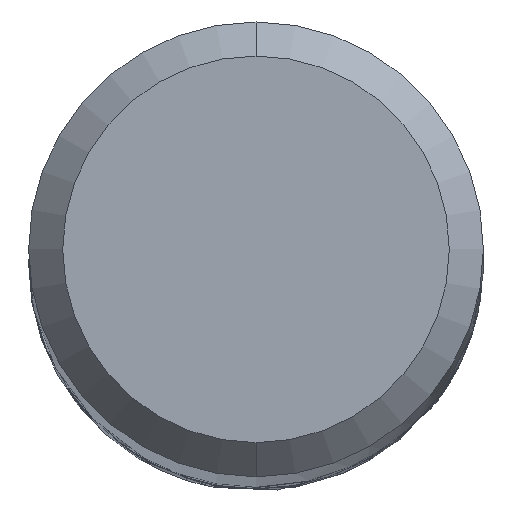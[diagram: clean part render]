
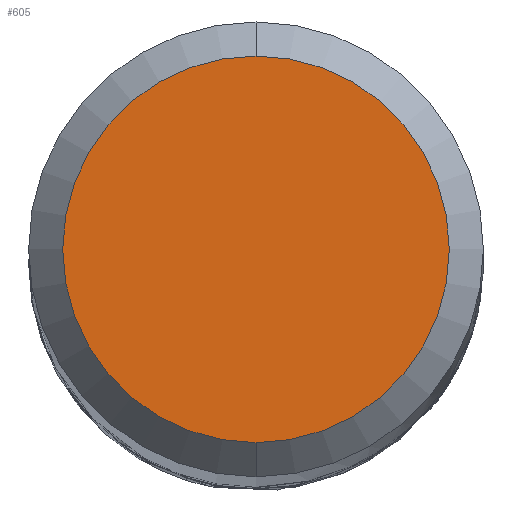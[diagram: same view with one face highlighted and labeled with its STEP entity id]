
A CAD part, top view. The second image highlights one B-rep face of the part: STEP entity #605.
In plain terms, the highlighted planar face has unit normal (0, 0, 1).
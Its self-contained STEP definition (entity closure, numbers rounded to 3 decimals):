
#489=EDGE_CURVE('',#809,#597,#1085,.T.);
#597=VERTEX_POINT('',#1204);
#605=ADVANCED_FACE('',(#1212),#1213,.T.);
#667=EDGE_CURVE('',#597,#809,#1279,.T.);
#809=VERTEX_POINT('',#1436);
#1085=CIRCLE('',#2811,1.7);
#1204=CARTESIAN_POINT('',(0.,-1.7,0.0));
#1212=FACE_OUTER_BOUND('',#4083,.T.);
#1213=PLANE('',#4084);
#1279=CIRCLE('',#4858,1.7);
#1436=CARTESIAN_POINT('',(0.0,1.7,0.0));
#2811=AXIS2_PLACEMENT_3D('',#6392,#6393,#6394);
#4083=EDGE_LOOP('',(#6524,#6525));
#4084=AXIS2_PLACEMENT_3D('',#6526,#6527,#6528);
#4858=AXIS2_PLACEMENT_3D('',#6605,#6606,#6607);
#6392=CARTESIAN_POINT('',(0.0,0.0,0.0));
#6393=DIRECTION('',(0.0,0.0,-1.0));
#6394=DIRECTION('',(0.0,1.0,0.0));
#6524=ORIENTED_EDGE('',*,*,#489,.F.);
#6525=ORIENTED_EDGE('',*,*,#667,.F.);
#6526=CARTESIAN_POINT('',(0.0,0.85,0.0));
#6527=DIRECTION('',(-0.0,0.0,1.0));
#6528=DIRECTION('',(0.0,-1.0,0.0));
#6605=CARTESIAN_POINT('',(0.0,0.0,0.0));
#6606=DIRECTION('',(0.0,0.0,-1.0));
#6607=DIRECTION('',(0.0,1.0,0.0));
